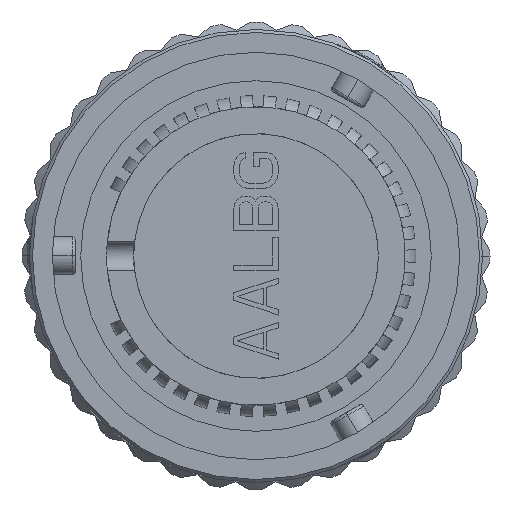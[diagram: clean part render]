
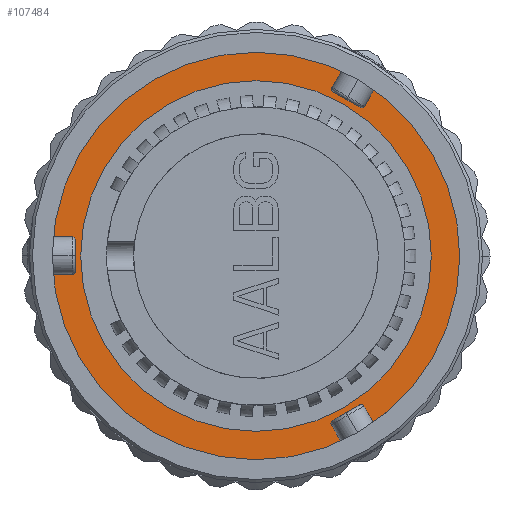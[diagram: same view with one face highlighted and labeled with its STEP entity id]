
A CAD part, left-side view. The second image highlights one B-rep face of the part: STEP entity #107484.
In plain terms, the highlighted planar face has unit normal (-1, 0, 0).
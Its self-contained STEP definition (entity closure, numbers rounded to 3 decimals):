
#30688=CARTESIAN_POINT('',(-9.,0.,0.));
#30689=DIRECTION('',(-1.,0.,0.));
#30690=DIRECTION('',(0.,1.,0.002));
#30691=AXIS2_PLACEMENT_3D('',#30688,#30689,#30690);
#30693=CARTESIAN_POINT('',(-9.,0.,0.));
#30694=DIRECTION('',(-1.,0.,0.));
#30695=DIRECTION('',(0.,-1.,-0.002));
#30696=AXIS2_PLACEMENT_3D('',#30693,#30694,#30695);
#30698=CARTESIAN_POINT('',(-9.,0.,0.));
#30699=DIRECTION('',(1.,0.,0.));
#30700=DIRECTION('',(0.,1.,0.));
#30701=AXIS2_PLACEMENT_3D('',#30698,#30699,#30700);
#30703=CARTESIAN_POINT('',(-9.,0.,0.));
#30704=DIRECTION('',(1.,0.,0.));
#30705=DIRECTION('',(0.,-1.,0.));
#30706=AXIS2_PLACEMENT_3D('',#30703,#30704,#30705);
#43220=CARTESIAN_POINT('',(-9.,11.885,0.));
#43221=CARTESIAN_POINT('',(-9.,-11.885,0.));
#43222=VERTEX_POINT('',#43220);
#43223=VERTEX_POINT('',#43221);
#43687=CARTESIAN_POINT('',(-9.,13.81,0.022));
#43688=CARTESIAN_POINT('',(-9.,-13.81,-0.022));
#43689=VERTEX_POINT('',#43687);
#43690=VERTEX_POINT('',#43688);
#107469=CARTESIAN_POINT('',(-9.,0.,0.));
#107470=DIRECTION('',(1.,0.,0.));
#107471=DIRECTION('',(0.,0.,1.));
#107472=AXIS2_PLACEMENT_3D('',#107469,#107470,#107471);
#107473=PLANE('903',#107472);
#107474=ORIENTED_EDGE('11189',*,*,#107448,.F.);
#107475=ORIENTED_EDGE('11190',*,*,#107392,.F.);
#107476=EDGE_LOOP('903',(#107474,#107475));
#107477=FACE_OUTER_BOUND('903',#107476,.F.);
#107479=ORIENTED_EDGE('10782',*,*,#107478,.F.);
#107481=ORIENTED_EDGE('10785',*,*,#107480,.F.);
#107482=EDGE_LOOP('903',(#107479,#107481));
#107483=FACE_BOUND('903',#107482,.F.);
#30692=CIRCLE('11189',#30691,13.81);
#30697=CIRCLE('11190',#30696,13.81);
#30702=CIRCLE('10782',#30701,11.885);
#30707=CIRCLE('10785',#30706,11.885);
#107392=EDGE_CURVE('11190',#43690,#43689,#30697,.T.);
#107448=EDGE_CURVE('11189',#43689,#43690,#30692,.T.);
#107478=EDGE_CURVE('10782',#43222,#43223,#30702,.T.);
#107480=EDGE_CURVE('10785',#43223,#43222,#30707,.T.);
#107484=ADVANCED_FACE('903',(#107477,#107483),#107473,.F.);
